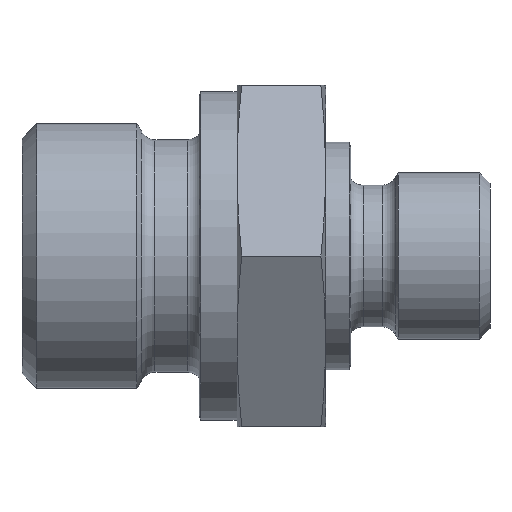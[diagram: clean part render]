
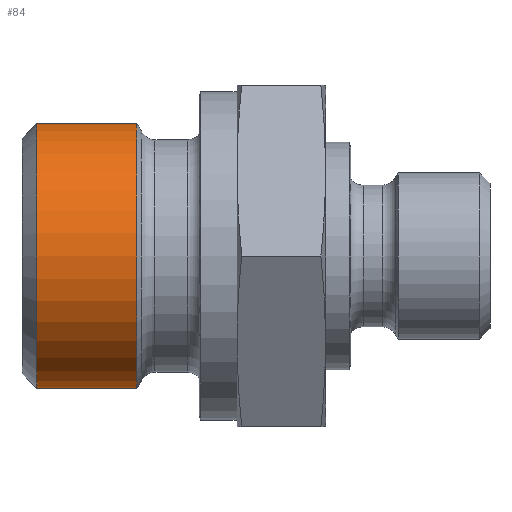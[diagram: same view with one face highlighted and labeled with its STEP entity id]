
A CAD part, front view. The second image highlights one B-rep face of the part: STEP entity #84.
In plain terms, the highlighted cylindrical face has radius 10.477 mm (diameter 20.955 mm), a partial arc.
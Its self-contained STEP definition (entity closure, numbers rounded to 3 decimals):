
#84=ADVANCED_FACE('NONE',(#183),#184,.T.);
#183=FACE_OUTER_BOUND('',#307,.T.);
#184=CYLINDRICAL_SURFACE('',#308,10.478);
#307=EDGE_LOOP('',(#630,#631,#632,#633));
#308=AXIS2_PLACEMENT_3D('',#634,#635,#636);
#630=ORIENTED_EDGE('',*,*,#830,.T.);
#631=ORIENTED_EDGE('',*,*,#895,.F.);
#632=ORIENTED_EDGE('',*,*,#831,.T.);
#633=ORIENTED_EDGE('',*,*,#896,.T.);
#634=CARTESIAN_POINT('',(0.0,0.0,0.0));
#635=DIRECTION('',(-1.0,0.0,0.0));
#636=DIRECTION('',(0.0,0.0,-1.0));
#830=EDGE_CURVE('',#982,#989,#990,.T.);
#831=EDGE_CURVE('',#991,#986,#992,.T.);
#895=EDGE_CURVE('NONE',#991,#989,#1092,.T.);
#896=EDGE_CURVE('NONE',#986,#982,#1093,.T.);
#982=VERTEX_POINT('',#1224);
#986=VERTEX_POINT('NONE',#1229);
#989=VERTEX_POINT('',#1233);
#990=LINE('',#1234,#1235);
#991=VERTEX_POINT('NONE',#1236);
#992=LINE('',#1237,#1238);
#1092=CIRCLE('',#1412,10.478);
#1093=CIRCLE('',#1413,10.478);
#1224=CARTESIAN_POINT('',(-35.838,0.,-10.478));
#1229=CARTESIAN_POINT('',(-35.838,0.,10.478));
#1233=CARTESIAN_POINT('',(-27.917,0.,-10.478));
#1234=CARTESIAN_POINT('',(-31.877,0.,-10.478));
#1235=VECTOR('',#1540,1.0);
#1236=CARTESIAN_POINT('',(-27.917,0.,10.478));
#1237=CARTESIAN_POINT('',(-31.877,0.,10.478));
#1238=VECTOR('',#1541,1.0);
#1412=AXIS2_PLACEMENT_3D('',#1663,#1664,#1665);
#1413=AXIS2_PLACEMENT_3D('',#1666,#1667,#1668);
#1540=DIRECTION('',(1.0,-0.0,-0.0));
#1541=DIRECTION('',(-1.0,0.0,0.0));
#1663=CARTESIAN_POINT('',(-27.917,0.0,0.0));
#1664=DIRECTION('',(1.0,-0.0,0.0));
#1665=DIRECTION('',(0.0,0.0,-1.0));
#1666=CARTESIAN_POINT('',(-35.838,0.0,0.0));
#1667=DIRECTION('',(1.0,-0.0,0.0));
#1668=DIRECTION('',(0.0,0.0,-1.0));
